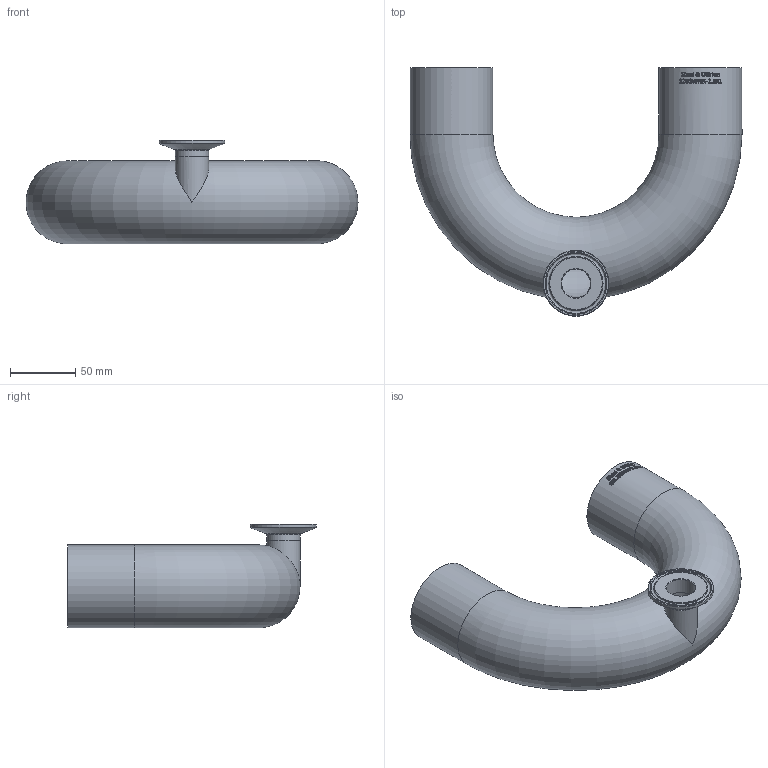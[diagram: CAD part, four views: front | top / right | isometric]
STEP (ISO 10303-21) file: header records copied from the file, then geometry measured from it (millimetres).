
FILE_DESCRIPTION(/* description */ (''),/* implementation_level */ '2;1');
FILE_NAME(/* name */ 'S2USWWK-25X1.stp',/* time_stamp */ '2018-11-26T14:25:01-05:00',/* author */ ('rick'),/* organization */ (''),/* preprocessor_version */ 'ST-DEVELOPER v15.2',/* originating_system */ 'Autodesk Inventor 2014',/* authorisation */ '');
FILE_SCHEMA (('AUTOMOTIVE_DESIGN { 1 0 10303 214 3 1 1 }'));
Length unit declared in the file: inch
Products named in the file (1): S2USWWK-25X1
Bounding box: 254 x 190.3 x 79.38 mm (x, y, z)
Volume: 137562.4 mm3; surface area: 162366.6 mm2
Topology: 1 solids, 1 shells, 440 faces, 1189 edges, 790 vertices
Faces by surface type: bspline 195, plane 187, cylinder 44, torus 11, cone 3
Full cylindrical faces by diameter (mm): 22.098 x2, 25.4 x2, 50.394 x1, 60.198 x2, 63.5 x2
Entity records: 17274 total; most frequent: CARTESIAN_POINT 7355, ORIENTED_EDGE 2316, DIRECTION 1518, EDGE_CURVE 1158, VERTEX_POINT 782, EDGE_LOOP 506, LINE 506, VECTOR 506
